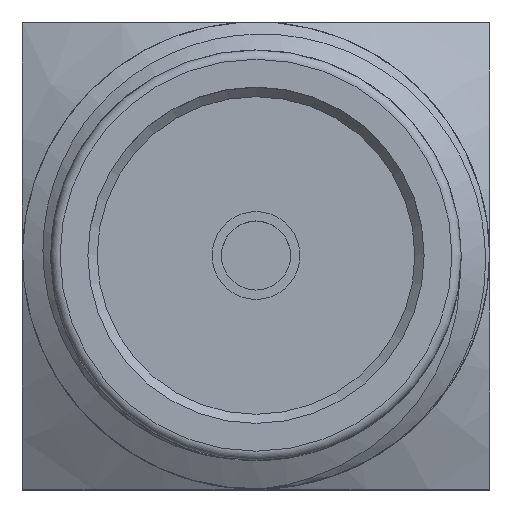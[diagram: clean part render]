
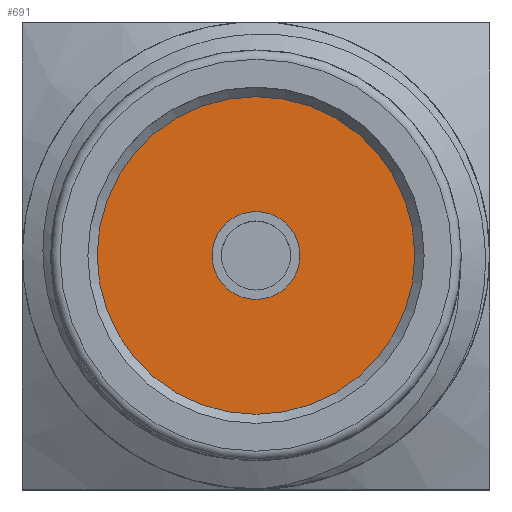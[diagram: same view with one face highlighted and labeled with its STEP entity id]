
A CAD part, top view. The second image highlights one B-rep face of the part: STEP entity #691.
In plain terms, the highlighted planar face has unit normal (0, 0, 1).
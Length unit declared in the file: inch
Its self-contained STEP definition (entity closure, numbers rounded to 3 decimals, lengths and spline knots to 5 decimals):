
#173 = CARTESIAN_POINT ( 'NONE',  ( 0.0235, 0., -0.075 ) ) ;
#186 = ORIENTED_EDGE ( 'NONE', *, *, #744, .T. ) ;
#193 = EDGE_CURVE ( 'NONE', #2293, #2293, #2074, .T. ) ;
#247 = CARTESIAN_POINT ( 'NONE',  ( 0., 0., -0.075 ) ) ;
#691 = ADVANCED_FACE ( 'NONE', ( #823, #1208 ), #1903, .T. ) ;
#744 = EDGE_CURVE ( 'NONE', #1422, #1422, #1912, .T. ) ;
#767 = CARTESIAN_POINT ( 'NONE',  ( 0., 0., -0.075 ) ) ;
#793 = AXIS2_PLACEMENT_3D ( 'NONE', #247, #1573, #2172 ) ;
#823 = FACE_BOUND ( 'NONE', #2032, .T. ) ;
#838 = DIRECTION ( 'NONE',  ( 0., 0., 1. ) ) ;
#994 = AXIS2_PLACEMENT_3D ( 'NONE', #767, #2082, #2300 ) ;
#1026 = DIRECTION ( 'NONE',  ( 1., 0., 0. ) ) ;
#1197 = AXIS2_PLACEMENT_3D ( 'NONE', #1762, #838, #1026 ) ;
#1208 = FACE_OUTER_BOUND ( 'NONE', #2169, .T. ) ;
#1422 = VERTEX_POINT ( 'NONE', #1694 ) ;
#1573 = DIRECTION ( 'NONE',  ( 0., 0., 1. ) ) ;
#1694 = CARTESIAN_POINT ( 'NONE',  ( 0.085, 0., -0.075 ) ) ;
#1762 = CARTESIAN_POINT ( 'NONE',  ( 0., 0., -0.075 ) ) ;
#1903 = PLANE ( 'NONE',  #994 ) ;
#1912 = CIRCLE ( 'NONE', #793, 0.085 ) ;
#2032 = EDGE_LOOP ( 'NONE', ( #2228 ) ) ;
#2074 = CIRCLE ( 'NONE', #1197, 0.0235 ) ;
#2082 = DIRECTION ( 'NONE',  ( 0., 0., 1. ) ) ;
#2169 = EDGE_LOOP ( 'NONE', ( #186 ) ) ;
#2172 = DIRECTION ( 'NONE',  ( 1., 0., 0. ) ) ;
#2228 = ORIENTED_EDGE ( 'NONE', *, *, #193, .F. ) ;
#2293 = VERTEX_POINT ( 'NONE', #173 ) ;
#2300 = DIRECTION ( 'NONE',  ( 1., 0., 0. ) ) ;
